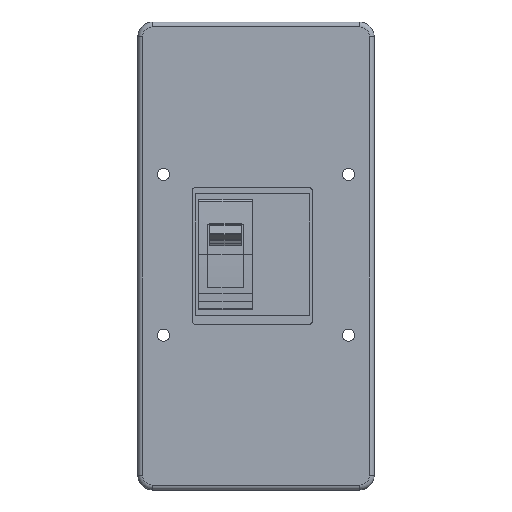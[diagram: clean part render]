
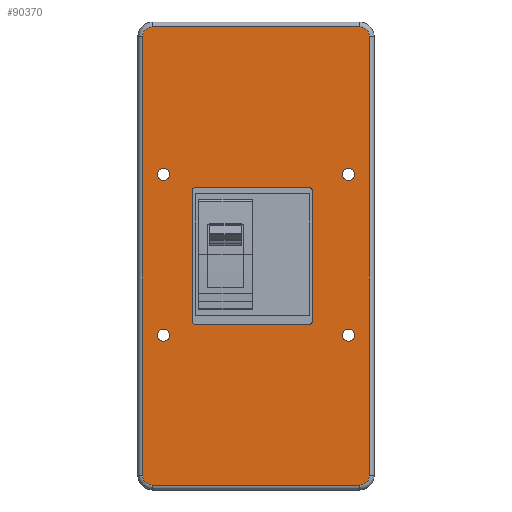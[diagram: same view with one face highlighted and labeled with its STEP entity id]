
A CAD part, top view. The second image highlights one B-rep face of the part: STEP entity #90370.
In plain terms, the highlighted planar face has unit normal (0, 0, 1).
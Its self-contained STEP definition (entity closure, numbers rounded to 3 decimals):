
#84070=CARTESIAN_POINT('',(85.,2.,-2.));
#84080=VERTEX_POINT('',#84070);
#84110=CARTESIAN_POINT('',(85.,6.,-2.));
#84120=DIRECTION('',(0.,0.,1.));
#84130=DIRECTION('',(1.,0.,0.));
#84140=AXIS2_PLACEMENT_3D('',#84110,#84120,#84130);
#84150=CIRCLE('',#84140,4.);
#84160=CARTESIAN_POINT('',(89.,6.,-2.));
#84170=VERTEX_POINT('',#84160);
#84180=EDGE_CURVE('',#84080,#84170,#84150,.T.);
#84370=CARTESIAN_POINT('',(89.,0.,-2.));
#84380=DIRECTION('',(0.,1.,0.));
#84390=VECTOR('',#84380,1.);
#84400=LINE('',#84370,#84390);
#84410=CARTESIAN_POINT('',(89.,186.,-2.));
#84420=VERTEX_POINT('',#84410);
#84430=EDGE_CURVE('',#84170,#84420,#84400,.T.);
#84620=CARTESIAN_POINT('',(85.,186.,-2.));
#84630=DIRECTION('',(0.,0.,-1.));
#84640=DIRECTION('',(-1.,0.,0.));
#84650=AXIS2_PLACEMENT_3D('',#84620,#84630,#84640);
#84660=CIRCLE('',#84650,4.);
#84670=CARTESIAN_POINT('',(85.,190.,-2.));
#84680=VERTEX_POINT('',#84670);
#84690=EDGE_CURVE('',#84680,#84420,#84660,.T.);
#85980=CARTESIAN_POINT('',(-4.,186.,-2.));
#85990=VERTEX_POINT('',#85980);
#86020=CARTESIAN_POINT('',(-4.,0.,-2.));
#86030=DIRECTION('',(0.,-1.,0.));
#86040=VECTOR('',#86030,1.);
#86050=LINE('',#86020,#86040);
#86060=CARTESIAN_POINT('',(-4.,6.,-2.));
#86070=VERTEX_POINT('',#86060);
#86080=EDGE_CURVE('',#85990,#86070,#86050,.T.);
#86310=CARTESIAN_POINT('',(0.,190.,-2.));
#86320=VERTEX_POINT('',#86310);
#86350=CARTESIAN_POINT('',(0.,186.,-2.));
#86360=DIRECTION('',(0.,0.,-1.));
#86370=DIRECTION('',(-1.,0.,0.));
#86380=AXIS2_PLACEMENT_3D('',#86350,#86360,#86370);
#86390=CIRCLE('',#86380,4.);
#86400=EDGE_CURVE('',#85990,#86320,#86390,.T.);
#86530=CARTESIAN_POINT('',(0.,6.,-2.));
#86540=DIRECTION('',(0.,0.,1.));
#86550=DIRECTION('',(1.,0.,0.));
#86560=AXIS2_PLACEMENT_3D('',#86530,#86540,#86550);
#86570=CIRCLE('',#86560,4.);
#86580=CARTESIAN_POINT('',(0.,2.,-2.));
#86590=VERTEX_POINT('',#86580);
#86600=EDGE_CURVE('',#86070,#86590,#86570,.T.);
#88820=CARTESIAN_POINT('',(116.,2.,-2.));
#88830=DIRECTION('',(-0.,-0.,-1.));
#88840=DIRECTION('',(0.,-1.,0.));
#88850=AXIS2_PLACEMENT_3D('',#88820,#88830,#88840);
#88860=PLANE('',#88850);
#88870=CARTESIAN_POINT('',(4.5,129.5,-2.));
#88880=DIRECTION('',(0.,0.,1.));
#88890=DIRECTION('',(1.,0.,0.));
#88900=AXIS2_PLACEMENT_3D('',#88870,#88880,#88890);
#88910=CIRCLE('',#88900,2.5);
#88920=CARTESIAN_POINT('',(7.,129.5,-2.));
#88930=VERTEX_POINT('',#88920);
#88940=CARTESIAN_POINT('',(2.,129.5,-2.));
#88950=VERTEX_POINT('',#88940);
#88960=EDGE_CURVE('',#88930,#88950,#88910,.T.);
#88970=ORIENTED_EDGE('',*,*,#88960,.F.);
#88980=EDGE_CURVE('',#88950,#88930,#88910,.T.);
#88990=ORIENTED_EDGE('',*,*,#88980,.F.);
#89000=EDGE_LOOP('',(#88990,#88970));
#89010=FACE_BOUND('',#89000,.T.);
#89020=CARTESIAN_POINT('',(4.5,63.5,-2.));
#89030=DIRECTION('',(0.,0.,1.));
#89040=DIRECTION('',(1.,0.,0.));
#89050=AXIS2_PLACEMENT_3D('',#89020,#89030,#89040);
#89060=CIRCLE('',#89050,2.5);
#89070=CARTESIAN_POINT('',(7.,63.5,-2.));
#89080=VERTEX_POINT('',#89070);
#89090=CARTESIAN_POINT('',(2.,63.5,-2.));
#89100=VERTEX_POINT('',#89090);
#89110=EDGE_CURVE('',#89080,#89100,#89060,.T.);
#89120=ORIENTED_EDGE('',*,*,#89110,.F.);
#89130=EDGE_CURVE('',#89100,#89080,#89060,.T.);
#89140=ORIENTED_EDGE('',*,*,#89130,.F.);
#89150=EDGE_LOOP('',(#89140,#89120));
#89160=FACE_BOUND('',#89150,.T.);
#89170=CARTESIAN_POINT('',(80.5,63.5,-2.));
#89180=DIRECTION('',(0.,0.,1.));
#89190=DIRECTION('',(1.,0.,0.));
#89200=AXIS2_PLACEMENT_3D('',#89170,#89180,#89190);
#89210=CIRCLE('',#89200,2.5);
#89220=CARTESIAN_POINT('',(83.,63.5,-2.));
#89230=VERTEX_POINT('',#89220);
#89240=CARTESIAN_POINT('',(78.,63.5,-2.));
#89250=VERTEX_POINT('',#89240);
#89260=EDGE_CURVE('',#89230,#89250,#89210,.T.);
#89270=ORIENTED_EDGE('',*,*,#89260,.F.);
#89280=EDGE_CURVE('',#89250,#89230,#89210,.T.);
#89290=ORIENTED_EDGE('',*,*,#89280,.F.);
#89300=EDGE_LOOP('',(#89290,#89270));
#89310=FACE_BOUND('',#89300,.T.);
#89320=CARTESIAN_POINT('',(64.5,69.,-2.));
#89330=DIRECTION('',(0.,0.,1.));
#89340=DIRECTION('',(1.,0.,0.));
#89350=AXIS2_PLACEMENT_3D('',#89320,#89330,#89340);
#89360=CIRCLE('',#89350,1.);
#89370=CARTESIAN_POINT('',(64.5,68.,-2.));
#89380=VERTEX_POINT('',#89370);
#89390=CARTESIAN_POINT('',(65.5,69.,-2.));
#89400=VERTEX_POINT('',#89390);
#89410=EDGE_CURVE('',#89380,#89400,#89360,.T.);
#89420=ORIENTED_EDGE('',*,*,#89410,.F.);
#89430=CARTESIAN_POINT('',(65.5,0.,-2.));
#89440=DIRECTION('',(0.,1.,0.));
#89450=VECTOR('',#89440,1.);
#89460=LINE('',#89430,#89450);
#89470=CARTESIAN_POINT('',(65.5,123.,-2.));
#89480=VERTEX_POINT('',#89470);
#89490=EDGE_CURVE('',#89400,#89480,#89460,.T.);
#89500=ORIENTED_EDGE('',*,*,#89490,.F.);
#89510=CARTESIAN_POINT('',(64.5,123.,-2.));
#89520=DIRECTION('',(0.,0.,1.));
#89530=DIRECTION('',(1.,0.,0.));
#89540=AXIS2_PLACEMENT_3D('',#89510,#89520,#89530);
#89550=CIRCLE('',#89540,1.);
#89560=CARTESIAN_POINT('',(64.5,124.,-2.));
#89570=VERTEX_POINT('',#89560);
#89580=EDGE_CURVE('',#89480,#89570,#89550,.T.);
#89590=ORIENTED_EDGE('',*,*,#89580,.F.);
#89600=CARTESIAN_POINT('',(0.,124.,-2.));
#89610=DIRECTION('',(-1.,0.,0.));
#89620=VECTOR('',#89610,1.);
#89630=LINE('',#89600,#89620);
#89640=CARTESIAN_POINT('',(17.5,124.,-2.));
#89650=VERTEX_POINT('',#89640);
#89660=EDGE_CURVE('',#89570,#89650,#89630,.T.);
#89670=ORIENTED_EDGE('',*,*,#89660,.F.);
#89680=CARTESIAN_POINT('',(17.5,123.,-2.));
#89690=DIRECTION('',(0.,0.,1.));
#89700=DIRECTION('',(1.,0.,0.));
#89710=AXIS2_PLACEMENT_3D('',#89680,#89690,#89700);
#89720=CIRCLE('',#89710,1.);
#89730=CARTESIAN_POINT('',(16.5,123.,-2.));
#89740=VERTEX_POINT('',#89730);
#89750=EDGE_CURVE('',#89650,#89740,#89720,.T.);
#89760=ORIENTED_EDGE('',*,*,#89750,.F.);
#89770=CARTESIAN_POINT('',(16.5,0.,-2.));
#89780=DIRECTION('',(0.,-1.,0.));
#89790=VECTOR('',#89780,1.);
#89800=LINE('',#89770,#89790);
#89810=CARTESIAN_POINT('',(16.5,69.,-2.));
#89820=VERTEX_POINT('',#89810);
#89830=EDGE_CURVE('',#89740,#89820,#89800,.T.);
#89840=ORIENTED_EDGE('',*,*,#89830,.F.);
#89850=CARTESIAN_POINT('',(17.5,69.,-2.));
#89860=DIRECTION('',(0.,0.,1.));
#89870=DIRECTION('',(1.,0.,0.));
#89880=AXIS2_PLACEMENT_3D('',#89850,#89860,#89870);
#89890=CIRCLE('',#89880,1.);
#89900=CARTESIAN_POINT('',(17.5,68.,-2.));
#89910=VERTEX_POINT('',#89900);
#89920=EDGE_CURVE('',#89820,#89910,#89890,.T.);
#89930=ORIENTED_EDGE('',*,*,#89920,.F.);
#89940=CARTESIAN_POINT('',(0.,68.,-2.));
#89950=DIRECTION('',(1.,0.,0.));
#89960=VECTOR('',#89950,1.);
#89970=LINE('',#89940,#89960);
#89980=EDGE_CURVE('',#89910,#89380,#89970,.T.);
#89990=ORIENTED_EDGE('',*,*,#89980,.F.);
#90000=EDGE_LOOP('',(#89990,#89930,#89840,#89760,#89670,#89590,#89500,
#89420));
#90010=FACE_BOUND('',#90000,.T.);
#90020=CARTESIAN_POINT('',(80.5,129.5,-2.));
#90030=DIRECTION('',(0.,0.,1.));
#90040=DIRECTION('',(1.,0.,0.));
#90050=AXIS2_PLACEMENT_3D('',#90020,#90030,#90040);
#90060=CIRCLE('',#90050,2.5);
#90070=CARTESIAN_POINT('',(83.,129.5,-2.));
#90080=VERTEX_POINT('',#90070);
#90090=CARTESIAN_POINT('',(78.,129.5,-2.));
#90100=VERTEX_POINT('',#90090);
#90110=EDGE_CURVE('',#90080,#90100,#90060,.T.);
#90120=ORIENTED_EDGE('',*,*,#90110,.F.);
#90130=EDGE_CURVE('',#90100,#90080,#90060,.T.);
#90140=ORIENTED_EDGE('',*,*,#90130,.F.);
#90150=EDGE_LOOP('',(#90140,#90120));
#90160=FACE_BOUND('',#90150,.T.);
#90170=ORIENTED_EDGE('',*,*,#86600,.T.);
#90180=ORIENTED_EDGE('',*,*,#86080,.T.);
#90190=ORIENTED_EDGE('',*,*,#86400,.F.);
#90200=CARTESIAN_POINT('',(0.,190.,-2.));
#90210=DIRECTION('',(1.,0.,0.));
#90220=VECTOR('',#90210,1.);
#90230=LINE('',#90200,#90220);
#90240=EDGE_CURVE('',#86320,#84680,#90230,.T.);
#90250=ORIENTED_EDGE('',*,*,#90240,.F.);
#90260=ORIENTED_EDGE('',*,*,#84690,.F.);
#90270=ORIENTED_EDGE('',*,*,#84430,.T.);
#90280=ORIENTED_EDGE('',*,*,#84180,.T.);
#90290=CARTESIAN_POINT('',(0.,2.,-2.));
#90300=DIRECTION('',(1.,0.,0.));
#90310=VECTOR('',#90300,1.);
#90320=LINE('',#90290,#90310);
#90330=EDGE_CURVE('',#86590,#84080,#90320,.T.);
#90340=ORIENTED_EDGE('',*,*,#90330,.T.);
#90350=EDGE_LOOP('',(#90340,#90280,#90270,#90260,#90250,#90190,#90180,
#90170));
#90360=FACE_OUTER_BOUND('',#90350,.T.);
#90370=ADVANCED_FACE('',(#89010,#89160,#89310,#90010,#90160,#90360),
#88860,.F.);
